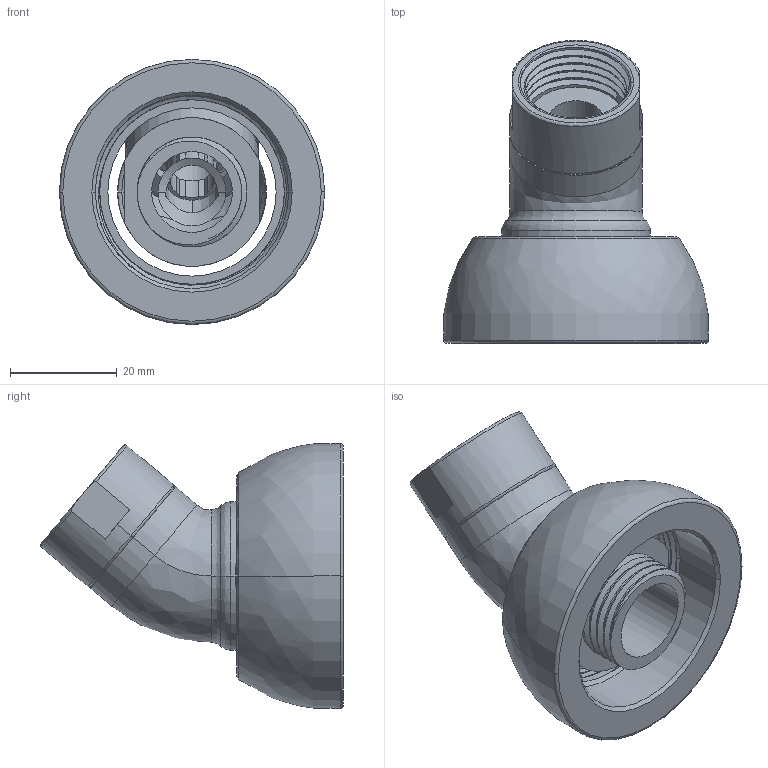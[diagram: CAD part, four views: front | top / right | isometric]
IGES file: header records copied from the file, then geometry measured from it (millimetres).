
Start section:  PTC IGES file: 100.igs
Global section: file name: 100.igs; native system: Pro/ENGINEER by Parametric Technology Corporation; preprocessor: 2009300; author: project; organization: Unknown; date: 20101116.100621; units: inch
Bounding box: 49.62 x 56.69 x 49.62 mm (x, y, z)
Surface area: 15071.1 mm2 (no closed solid volume)
Topology: 0 solids, 5 shells, 116 faces, 333 edges, 218 vertices
Faces by surface type: revolution 74, bspline 42
